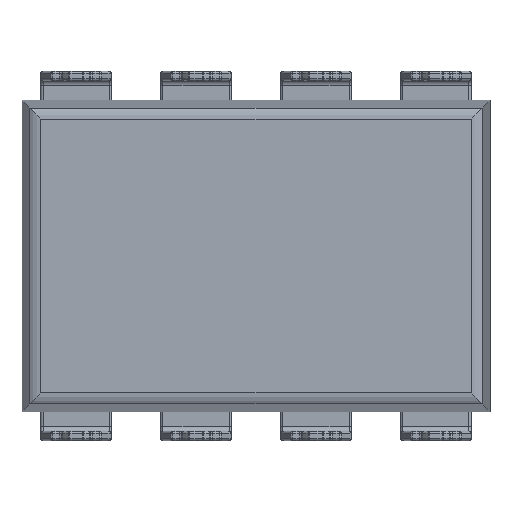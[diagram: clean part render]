
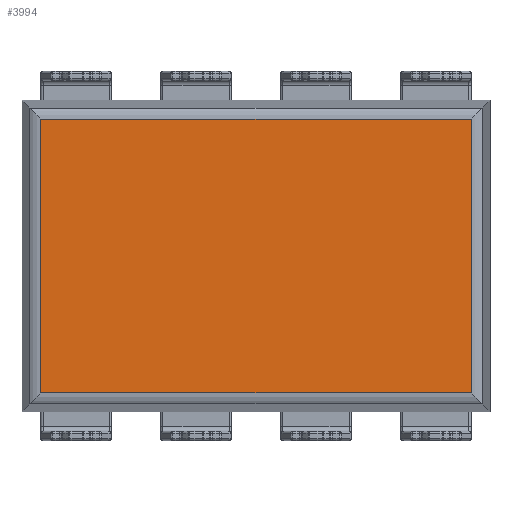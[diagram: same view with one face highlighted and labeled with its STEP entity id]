
A CAD part, front view. The second image highlights one B-rep face of the part: STEP entity #3994.
In plain terms, the highlighted face is planar.
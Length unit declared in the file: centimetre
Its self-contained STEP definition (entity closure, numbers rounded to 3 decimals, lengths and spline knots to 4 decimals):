
#1723 = DIRECTION ( 'NONE',  ( 0., 1., 0. ) ) ;
#1724 = CARTESIAN_POINT ( 'NONE',  ( -0.4555, -0.33, 0.038 ) ) ;
#1751 = VECTOR ( 'NONE', #1723, 100. ) ;
#1755 = CARTESIAN_POINT ( 'NONE',  ( 0.4555, -0.33, 0.038 ) ) ;
#1772 = LINE ( 'NONE', #1724, #1751 ) ;
#1780 = DIRECTION ( 'NONE',  ( 1., 0., 0. ) ) ;
#1781 = VECTOR ( 'NONE', #1780, 100. ) ;
#1782 = CARTESIAN_POINT ( 'NONE',  ( 0., 0.29, 0.038 ) ) ;
#1783 = LINE ( 'NONE', #1782, #1781 ) ;
#1801 = DIRECTION ( 'NONE',  ( 0., -1., 0. ) ) ;
#1802 = VECTOR ( 'NONE', #1801, 100. ) ;
#1803 = LINE ( 'NONE', #1755, #1802 ) ;
#1843 = CARTESIAN_POINT ( 'NONE',  ( -0.4555, 0.29, 0.038 ) ) ;
#1845 = CARTESIAN_POINT ( 'NONE',  ( -0.4555, -0.29, 0.038 ) ) ;
#1886 = PLANE ( 'NONE',  #1951 ) ;
#1933 = FACE_OUTER_BOUND ( 'NONE', #3995, .T. ) ;
#1934 = LINE ( 'NONE', #1989, #1988 ) ;
#1951 = AXIS2_PLACEMENT_3D ( 'NONE', #1960, #1959, #1958 ) ;
#1958 = DIRECTION ( 'NONE',  ( -1., 0., 0. ) ) ;
#1959 = DIRECTION ( 'NONE',  ( 0., 0., -1. ) ) ;
#1960 = CARTESIAN_POINT ( 'NONE',  ( 0., -0.33, 0.038 ) ) ;
#1987 = DIRECTION ( 'NONE',  ( -1., 0., 0. ) ) ;
#1988 = VECTOR ( 'NONE', #1987, 100. ) ;
#1989 = CARTESIAN_POINT ( 'NONE',  ( 0., -0.29, 0.038 ) ) ;
#1991 = CARTESIAN_POINT ( 'NONE',  ( 0.4555, -0.29, 0.038 ) ) ;
#2022 = CARTESIAN_POINT ( 'NONE',  ( 0.4555, 0.29, 0.038 ) ) ;
#3469 = ORIENTED_EDGE ( 'NONE', *, *, #3945, .T. ) ;
#3473 = ORIENTED_EDGE ( 'NONE', *, *, #3961, .T. ) ;
#3801 = ORIENTED_EDGE ( 'NONE', *, *, #3953, .T. ) ;
#3930 = ORIENTED_EDGE ( 'NONE', *, *, #3999, .T. ) ;
#3945 = EDGE_CURVE ( 'NONE', #3966, #3967, #1772, .T. ) ;
#3953 = EDGE_CURVE ( 'NONE', #4015, #4002, #1803, .T. ) ;
#3961 = EDGE_CURVE ( 'NONE', #3967, #4015, #1783, .T. ) ;
#3966 = VERTEX_POINT ( 'NONE', #1845 ) ;
#3967 = VERTEX_POINT ( 'NONE', #1843 ) ;
#3994 = ADVANCED_FACE ( 'NONE', ( #1933 ), #1886, .T. ) ;
#3995 = EDGE_LOOP ( 'NONE', ( #3801, #3930, #3469, #3473 ) ) ;
#3999 = EDGE_CURVE ( 'NONE', #4002, #3966, #1934, .T. ) ;
#4002 = VERTEX_POINT ( 'NONE', #1991 ) ;
#4015 = VERTEX_POINT ( 'NONE', #2022 ) ;
